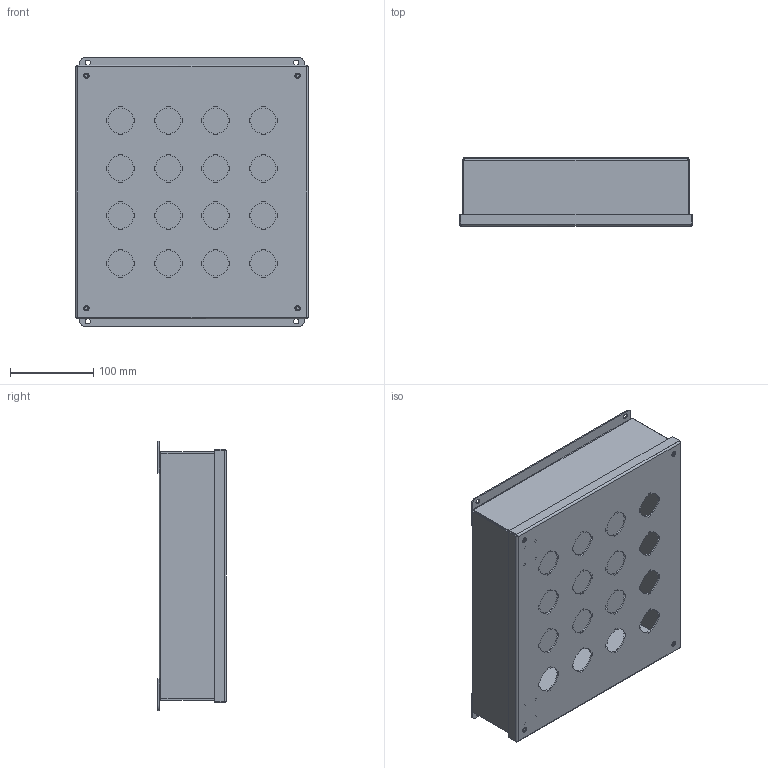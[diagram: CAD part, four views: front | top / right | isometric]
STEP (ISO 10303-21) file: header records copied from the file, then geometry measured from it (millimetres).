
FILE_DESCRIPTION( ( 'Unknown' ), '1' );
FILE_NAME( '16PB.stp', 'Unknown', ( 'Unknown' ), ( 'Unknown' ), 'PSStep 16.0.42', 'Unknown', ' ' );
FILE_SCHEMA( ( 'AUTOMOTIVE_DESIGN { 1 0 10303 214 1 1 1 1 }' ) );
Length unit declared in the file: millimetre
Products named in the file (12): 16PB_COUVERCLE; 16PB-C; 16PB_GASKET; PB-PENTURE-1; PB-PENTURE-2; PB-LOCK; 16PB_BOITIER; 16PB-B; INSERT 10-32 AVK ALS4-1032-130; 16PB-P; 10-32 x 0.500 AC_CD 201-008-772; Assem1
Assembly tree (15 placements, depth 3):
  Assem1
    16PB_BOITIER
      16PB-B
      INSERT 10-32 AVK ALS4-1032-130  x4
      16PB-P  x2
      10-32 x 0.500 AC_CD 201-008-772
    16PB_COUVERCLE
      16PB-C
      16PB_GASKET
      PB-PENTURE-1
      PB-PENTURE-2
      PB-LOCK
Bounding box: 280.04 x 82.42 x 323.85 mm (x, y, z)
Volume: 562012.1 mm3; surface area: 635307.4 mm2
Topology: 13 solids, 13 shells, 1542 faces, 3873 edges, 2560 vertices
Faces by surface type: plane 1091, extrusion 252, cylinder 170, bspline 16, cone 9, torus 4
Full cylindrical faces by diameter (mm): 0.508 x1, 3.023 x9, 3.175 x9, 3.454 x1, 4.039 x4, 4.826 x1, 5.486 x4, 6.223 x4, 6.35 x12, 6.502 x1, 6.731 x4, 7.366 x4, 7.518 x4, 7.925 x4
Entity records: 68012 total; most frequent: CARTESIAN_POINT 22897, ORIENTED_EDGE 7328, DIRECTION 5124, EDGE_CURVE 3664, VERTEX_POINT 2486, VECTOR 2054, EDGE_LOOP 1882, B_SPLINE_CURVE_WITH_KNOTS 1832
